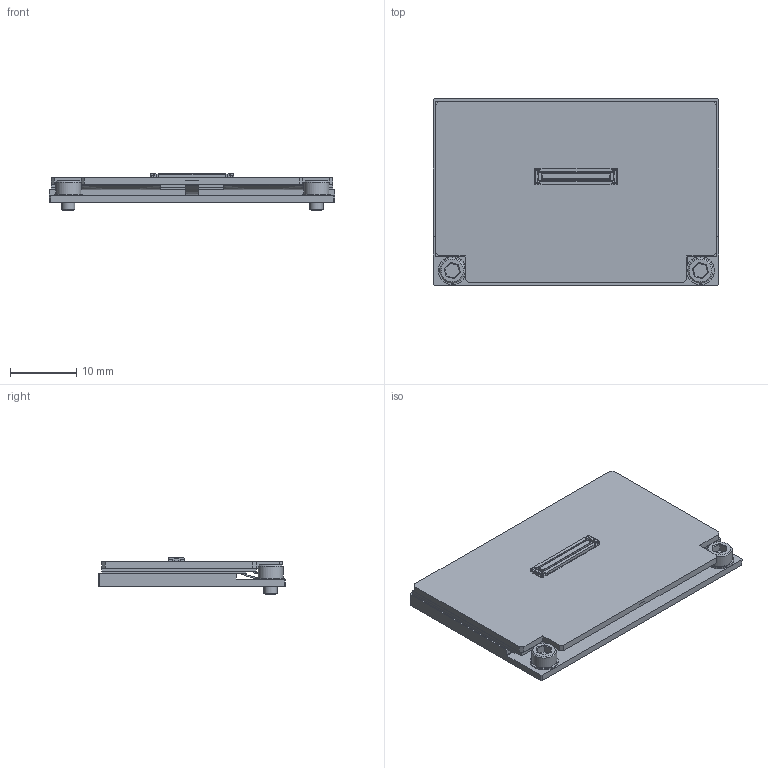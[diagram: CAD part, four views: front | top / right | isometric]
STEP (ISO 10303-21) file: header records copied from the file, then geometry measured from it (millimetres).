
FILE_DESCRIPTION(/* description */ (''),/* implementation_level */ '2;1');
FILE_NAME(/* name */ 'halfmodule.step',/* time_stamp */ '2020-10-10T20:34:09-04:00',/* author */ (''),/* organization */ (''),/* preprocessor_version */ 'ST-DEVELOPER v18.1',/* originating_system */ 'Autodesk Translation Framework v9.3.0.1241',/* authorisation */ '');
FILE_SCHEMA (('AUTOMOTIVE_DESIGN { 1 0 10303 214 3 1 1 }'));
Length unit declared in the file: millimetre
Products named in the file (13): Assembly - module redesign; Flipped Module (1); AlN; Screwhead; Sensor; ETROC; PCB; WireBond1; WireBond3; Shim; Wire-Row1; K3D-WP7B-S050VA1-V3_JAE_Proprietary v1; Board to board, M
Assembly tree (15 placements, depth 4):
  Assembly - module redesign
    Flipped Module (1)
      AlN
        Screwhead  x2
      Sensor
      ETROC
      PCB
      WireBond1
      WireBond3
      Shim  x2
      Wire-Row1  x2
      K3D-WP7B-S050VA1-V3_JAE_Proprietary v1
        Board to board, M
Bounding box: 43.1 x 28.25 x 5.66 mm (x, y, z)
Volume: 4032 mm3; surface area: 9452.1 mm2
Topology: 13 solids, 13 shells, 908 faces, 2533 edges, 1602 vertices
Faces by surface type: plane 723, cylinder 163, cone 16, bspline 6
Full cylindrical faces by diameter (mm): 2 x2, 2.3 x2, 2.5 x2, 3.8 x2, 4.25 x2
Entity records: 28675 total; most frequent: CARTESIAN_POINT 5134, ORIENTED_EDGE 4950, DIRECTION 4617, EDGE_CURVE 2475, LINE 2107, VECTOR 2107, VERTEX_POINT 1566, AXIS2_PLACEMENT_3D 1255
